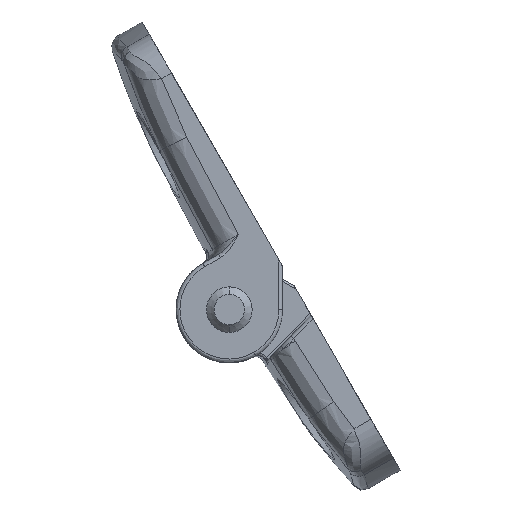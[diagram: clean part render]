
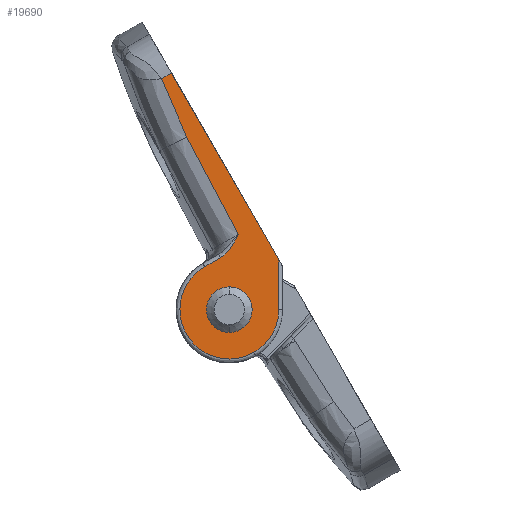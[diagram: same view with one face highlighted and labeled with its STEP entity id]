
A CAD part, left-side view. The second image highlights one B-rep face of the part: STEP entity #19690.
In plain terms, the highlighted face is planar.
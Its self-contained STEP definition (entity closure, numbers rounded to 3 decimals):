
#401 = CARTESIAN_POINT ( 'NONE',  ( 24., 5.831, -6.555 ) ) ;
#812 = CARTESIAN_POINT ( 'NONE',  ( 24., 8.9, -3. ) ) ;
#1142 = CARTESIAN_POINT ( 'NONE',  ( 24., 2.447, -22.454 ) ) ;
#1177 = CARTESIAN_POINT ( 'NONE',  ( 24., 0., 1.134 ) ) ;
#1191 = CIRCLE ( 'NONE', #7357, 3. ) ;
#1289 = VERTEX_POINT ( 'NONE', #11675 ) ;
#2129 = CARTESIAN_POINT ( 'NONE',  ( 24., 5.198, -6.742 ) ) ;
#2377 = DIRECTION ( 'NONE',  ( -1., 0., 0. ) ) ;
#2715 = CARTESIAN_POINT ( 'NONE',  ( 24., 8.9, 6.5 ) ) ;
#2945 = CARTESIAN_POINT ( 'NONE',  ( 24., 8.9, -6.5 ) ) ;
#3020 = CARTESIAN_POINT ( 'NONE',  ( 24., 6.486, -6.5 ) ) ;
#3081 = CARTESIAN_POINT ( 'NONE',  ( 24., 8.9, -6.5 ) ) ;
#3146 = LINE ( 'NONE', #11088, #3689 ) ;
#3341 = CARTESIAN_POINT ( 'NONE',  ( 24., 8.9, 6.5 ) ) ;
#3615 = CARTESIAN_POINT ( 'NONE',  ( 24., 2.274, -25.255 ) ) ;
#3689 = VECTOR ( 'NONE', #11131, 1000. ) ;
#3863 = CARTESIAN_POINT ( 'NONE',  ( 24., 4.743, -6.928 ) ) ;
#3869 = CARTESIAN_POINT ( 'NONE',  ( 24., 4.46, 5.31 ) ) ;
#4338 = DIRECTION ( 'NONE',  ( 0., -1., 0. ) ) ;
#4369 = CARTESIAN_POINT ( 'NONE',  ( 24., 7.9, -6.5 ) ) ;
#4466 = VERTEX_POINT ( 'NONE', #3020 ) ;
#4608 = VERTEX_POINT ( 'NONE', #2945 ) ;
#4618 = DIRECTION ( 'NONE',  ( 1., 0., 0. ) ) ;
#5033 = CARTESIAN_POINT ( 'NONE',  ( 24., 0., -2.415 ) ) ;
#5050 = VERTEX_POINT ( 'NONE', #812 ) ;
#5270 = CARTESIAN_POINT ( 'NONE',  ( 24., 1.961, -28.023 ) ) ;
#5485 = CARTESIAN_POINT ( 'NONE',  ( 24., 3.463, -7.642 ) ) ;
#5487 = CARTESIAN_POINT ( 'NONE',  ( 24., 6.521, 6.5 ) ) ;
#5718 = CIRCLE ( 'NONE', #9025, 3. ) ;
#5881 = VERTEX_POINT ( 'NONE', #19472 ) ;
#6373 = CARTESIAN_POINT ( 'NONE',  ( 24., 2.447, -22.454 ) ) ;
#6563 = VECTOR ( 'NONE', #17535, 1000. ) ;
#6758 = FACE_OUTER_BOUND ( 'NONE', #18813, .T. ) ;
#7357 = AXIS2_PLACEMENT_3D ( 'NONE', #14425, #4618, #15963 ) ;
#8366 = EDGE_CURVE ( 'NONE', #10004, #4608, #19955, .T. ) ;
#8623 = EDGE_CURVE ( 'NONE', #5050, #9230, #5718, .T. ) ;
#8628 = LINE ( 'NONE', #1177, #6563 ) ;
#8746 = CARTESIAN_POINT ( 'NONE',  ( 24., 6.486, -6.5 ) ) ;
#8937 = EDGE_CURVE ( 'NONE', #1289, #10534, #13888, .T. ) ;
#8999 = EDGE_CURVE ( 'NONE', #5881, #16274, #3146, .T. ) ;
#9025 = AXIS2_PLACEMENT_3D ( 'NONE', #13763, #13758, #13738 ) ;
#9230 = VERTEX_POINT ( 'NONE', #9862 ) ;
#9452 = LINE ( 'NONE', #4369, #12034 ) ;
#9510 = B_SPLINE_CURVE_WITH_KNOTS ( 'NONE', 3,
 ( #6373, #3615, #5270, #11814 ),
 .UNSPECIFIED., .F., .F.,
 ( 4, 4 ),
 ( 0., 1. ),
 .UNSPECIFIED. ) ;
#9678 = EDGE_CURVE ( 'NONE', #4608, #4466, #9452, .T. ) ;
#9862 = CARTESIAN_POINT ( 'NONE',  ( 24., 8.9, 3. ) ) ;
#10004 = VERTEX_POINT ( 'NONE', #3341 ) ;
#10299 = ORIENTED_EDGE ( 'NONE', *, *, #8937, .F. ) ;
#10326 = CARTESIAN_POINT ( 'NONE',  ( 24., 21.9, -6.5 ) ) ;
#10439 = ORIENTED_EDGE ( 'NONE', *, *, #10917, .F. ) ;
#10506 = ORIENTED_EDGE ( 'NONE', *, *, #8999, .F. ) ;
#10534 = VERTEX_POINT ( 'NONE', #1142 ) ;
#10667 = ORIENTED_EDGE ( 'NONE', *, *, #17797, .F. ) ;
#10689 = ORIENTED_EDGE ( 'NONE', *, *, #13471, .F. ) ;
#10708 = FACE_BOUND ( 'NONE', #18437, .T. ) ;
#10832 = ORIENTED_EDGE ( 'NONE', *, *, #15445, .F. ) ;
#10917 = EDGE_CURVE ( 'NONE', #10534, #5881, #9510, .T. ) ;
#10933 = ORIENTED_EDGE ( 'NONE', *, *, #8366, .F. ) ;
#11088 = CARTESIAN_POINT ( 'NONE',  ( 24., 7.9, -30.761 ) ) ;
#11131 = DIRECTION ( 'NONE',  ( 0., -1., 0. ) ) ;
#11158 = CARTESIAN_POINT ( 'NONE',  ( 24., 2.447, -22.454 ) ) ;
#11173 = ORIENTED_EDGE ( 'NONE', *, *, #9678, .F. ) ;
#11179 = CARTESIAN_POINT ( 'NONE',  ( 24., 2.746, -17.64 ) ) ;
#11232 = ORIENTED_EDGE ( 'NONE', *, *, #13288, .F. ) ;
#11233 = ORIENTED_EDGE ( 'NONE', *, *, #15098, .F. ) ;
#11334 = ORIENTED_EDGE ( 'NONE', *, *, #8623, .F. ) ;
#11409 = CARTESIAN_POINT ( 'NONE',  ( 24., 2.902, -12.822 ) ) ;
#11435 = CARTESIAN_POINT ( 'NONE',  ( 24., 2.916, -8. ) ) ;
#11675 = CARTESIAN_POINT ( 'NONE',  ( 24., 2.916, -8. ) ) ;
#11814 = CARTESIAN_POINT ( 'NONE',  ( 24., 1.515, -30.761 ) ) ;
#12034 = VECTOR ( 'NONE', #4338, 1000. ) ;
#12164 = CARTESIAN_POINT ( 'NONE',  ( 24., 5.355, -6.689 ) ) ;
#12402 = CARTESIAN_POINT ( 'NONE',  ( 24., 7.9, 10. ) ) ;
#13288 = EDGE_CURVE ( 'NONE', #4466, #1289, #17241, .T. ) ;
#13471 = EDGE_CURVE ( 'NONE', #18571, #13612, #15714, .T. ) ;
#13612 = VERTEX_POINT ( 'NONE', #15938 ) ;
#13703 = CARTESIAN_POINT ( 'NONE',  ( 24., 4.893, -6.862 ) ) ;
#13708 = CARTESIAN_POINT ( 'NONE',  ( 24., 3.271, 3.25 ) ) ;
#13738 = DIRECTION ( 'NONE',  ( 0., 0., -1. ) ) ;
#13758 = DIRECTION ( 'NONE',  ( 1., 0., 0. ) ) ;
#13763 = CARTESIAN_POINT ( 'NONE',  ( 24., 8.9, 0. ) ) ;
#13888 = B_SPLINE_CURVE_WITH_KNOTS ( 'NONE', 3,
 ( #11435, #11409, #11179, #11158 ),
 .UNSPECIFIED., .F., .F.,
 ( 4, 4 ),
 ( 0., 1. ),
 .UNSPECIFIED. ) ;
#13903 = DIRECTION ( 'NONE',  ( 0., 0., 1. ) ) ;
#14425 = CARTESIAN_POINT ( 'NONE',  ( 24., 8.9, 0. ) ) ;
#14723 = CARTESIAN_POINT ( 'NONE',  ( 24., 0., -30.761 ) ) ;
#14886 =( BOUNDED_CURVE ( )  B_SPLINE_CURVE ( 3, ( #13708, #3869, #5487, #16770 ),
 .UNSPECIFIED., .F., .F. ) 
 B_SPLINE_CURVE_WITH_KNOTS ( ( 4, 4 ),
 ( 0., 1. ),
 .UNSPECIFIED. ) 
 CURVE ( )  GEOMETRIC_REPRESENTATION_ITEM ( )  RATIONAL_B_SPLINE_CURVE ( ( 1., 0.911, 0.911, 1. ) ) 
 REPRESENTATION_ITEM ( '' )  );
#15098 = EDGE_CURVE ( 'NONE', #9230, #5050, #1191, .T. ) ;
#15141 = CARTESIAN_POINT ( 'NONE',  ( 24., 6.154, -6.5 ) ) ;
#15205 = CARTESIAN_POINT ( 'NONE',  ( 24., 4.01, -7.283 ) ) ;
#15292 = PLANE ( 'NONE',  #20296 ) ;
#15445 = EDGE_CURVE ( 'NONE', #13612, #10004, #14886, .T. ) ;
#15714 = LINE ( 'NONE', #16835, #16231 ) ;
#15938 = CARTESIAN_POINT ( 'NONE',  ( 24., 3.271, 3.25 ) ) ;
#15963 = DIRECTION ( 'NONE',  ( 0., 0., -1. ) ) ;
#16231 = VECTOR ( 'NONE', #18764, 1000. ) ;
#16274 = VERTEX_POINT ( 'NONE', #14723 ) ;
#16385 = CARTESIAN_POINT ( 'NONE',  ( 24., 21.9, 6.5 ) ) ;
#16767 = CARTESIAN_POINT ( 'NONE',  ( 24., 2.916, -8. ) ) ;
#16770 = CARTESIAN_POINT ( 'NONE',  ( 24., 8.9, 6.5 ) ) ;
#16835 = CARTESIAN_POINT ( 'NONE',  ( 24., 0., -2.415 ) ) ;
#17241 = B_SPLINE_CURVE_WITH_KNOTS ( 'NONE', 3,
 ( #8746, #15141, #401, #12164, #2129, #13703, #3863, #15205, #5485, #16767 ),
 .UNSPECIFIED., .F., .F.,
 ( 4, 2, 2, 2, 4 ),
 ( 0., 0.25, 0.375, 0.5, 1. ),
 .UNSPECIFIED. ) ;
#17535 = DIRECTION ( 'NONE',  ( 0., 0., 1. ) ) ;
#17797 = EDGE_CURVE ( 'NONE', #16274, #18571, #8628, .T. ) ;
#18437 = EDGE_LOOP ( 'NONE', ( #11334, #11233 ) ) ;
#18571 = VERTEX_POINT ( 'NONE', #5033 ) ;
#18764 = DIRECTION ( 'NONE',  ( 0., 0.5, 0.866 ) ) ;
#18813 = EDGE_LOOP ( 'NONE', ( #11232, #11173, #10933, #10832, #10689, #10667, #10506, #10439, #10299 ) ) ;
#19472 = CARTESIAN_POINT ( 'NONE',  ( 24., 1.515, -30.761 ) ) ;
#19690 = ADVANCED_FACE ( 'NONE', ( #10708, #6758 ), #15292, .F. ) ;
#19955 =( BOUNDED_CURVE ( )  B_SPLINE_CURVE ( 3, ( #2715, #16385, #10326, #3081 ),
 .UNSPECIFIED., .F., .F. ) 
 B_SPLINE_CURVE_WITH_KNOTS ( ( 4, 4 ),
 ( 0., 1. ),
 .UNSPECIFIED. ) 
 CURVE ( )  GEOMETRIC_REPRESENTATION_ITEM ( )  RATIONAL_B_SPLINE_CURVE ( ( 1., 0.333, 0.333, 1. ) ) 
 REPRESENTATION_ITEM ( '' )  );
#20296 = AXIS2_PLACEMENT_3D ( 'NONE', #12402, #2377, #13903 ) ;
